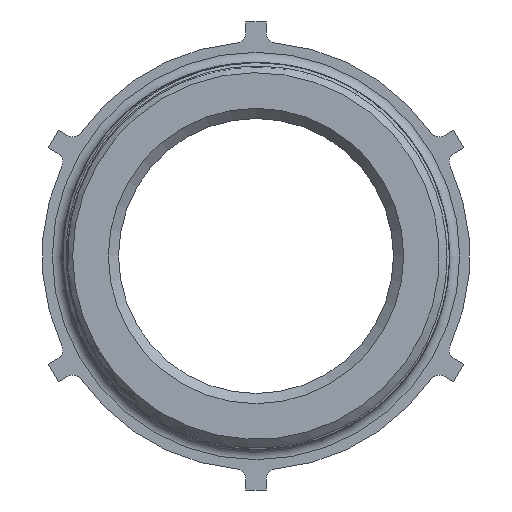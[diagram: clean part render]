
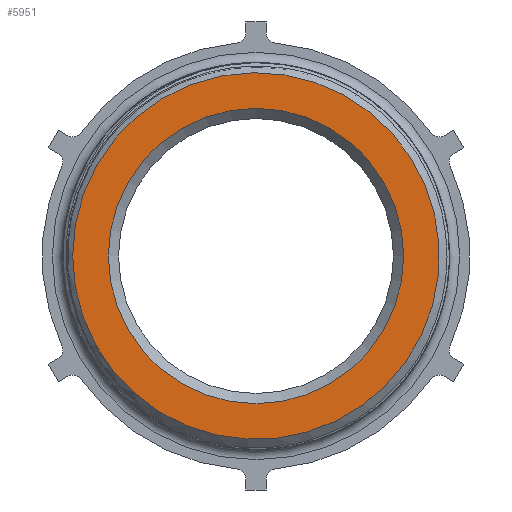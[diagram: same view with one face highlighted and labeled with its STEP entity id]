
A CAD part, front view. The second image highlights one B-rep face of the part: STEP entity #5951.
In plain terms, the highlighted planar face has unit normal (0, -1, 0).
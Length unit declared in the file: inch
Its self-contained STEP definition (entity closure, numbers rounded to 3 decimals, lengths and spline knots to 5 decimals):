
#5920=CARTESIAN_POINT('',(-0.90625,-1.6875,0.));
#5921=VERTEX_POINT('',#5920);
#5922=CARTESIAN_POINT('',(0.0,-1.6875,0.0));
#5923=DIRECTION('',(0.0,-1.0,0.0));
#5924=DIRECTION('',(1.0,0.0,0.0));
#5925=AXIS2_PLACEMENT_3D('',#5922,#5923,#5924);
#5926=CIRCLE('',#5925,0.90625);
#5927=EDGE_CURVE('',#5921,#5921,#5926,.T.);
#5932=CARTESIAN_POINT('',(-1.01563,-1.6875,0.0));
#5933=DIRECTION('',(0.0,-1.0,0.0));
#5934=DIRECTION('',(0.0,0.0,-1.0));
#5935=AXIS2_PLACEMENT_3D('',#5932,#5933,#5934);
#5936=PLANE('',#5935);
#5937=CARTESIAN_POINT('',(-1.125,-1.6875,0.));
#5938=VERTEX_POINT('',#5937);
#5939=CARTESIAN_POINT('',(0.0,-1.6875,0.0));
#5940=DIRECTION('',(0.0,1.0,0.0));
#5941=DIRECTION('',(1.0,0.0,0.0));
#5942=AXIS2_PLACEMENT_3D('',#5939,#5940,#5941);
#5943=CIRCLE('',#5942,1.125);
#5944=EDGE_CURVE('',#5938,#5938,#5943,.T.);
#5945=ORIENTED_EDGE('',*,*,#5944,.F.);
#5946=EDGE_LOOP('',(#5945));
#5947=FACE_OUTER_BOUND('',#5946,.T.);
#5948=ORIENTED_EDGE('',*,*,#5927,.F.);
#5949=EDGE_LOOP('',(#5948));
#5950=FACE_BOUND('',#5949,.T.);
#5951=ADVANCED_FACE('',(#5947,#5950),#5936,.T.);
